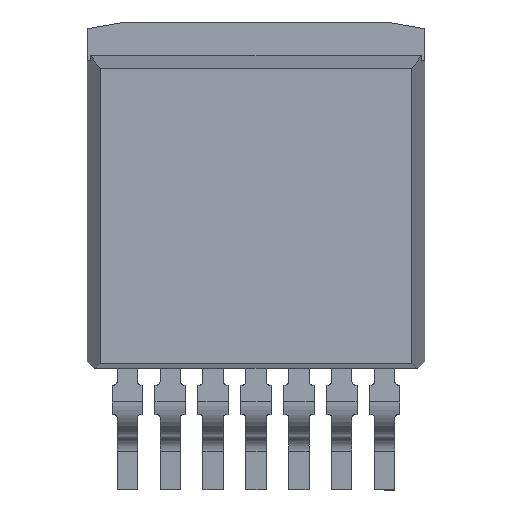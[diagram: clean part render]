
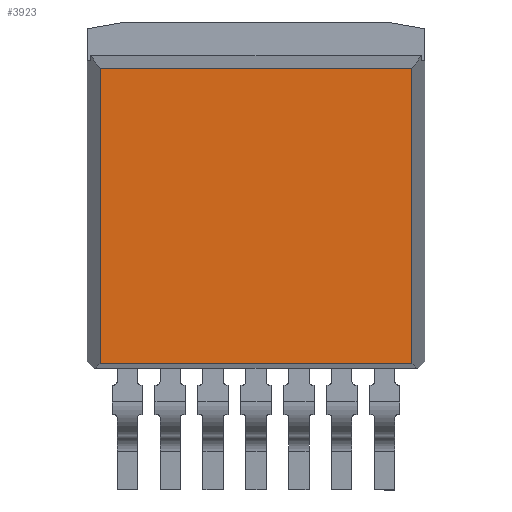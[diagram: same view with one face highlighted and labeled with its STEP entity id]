
A CAD part, top view. The second image highlights one B-rep face of the part: STEP entity #3923.
In plain terms, the highlighted planar face has unit normal (0, 0, 1).
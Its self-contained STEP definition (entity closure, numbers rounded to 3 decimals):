
#297=ORIENTED_EDGE('',*,*,#1459,.T.);
#298=ORIENTED_EDGE('',*,*,#1460,.T.);
#299=ORIENTED_EDGE('',*,*,#1461,.T.);
#300=ORIENTED_EDGE('',*,*,#1462,.T.);
#1459=EDGE_CURVE('',#2043,#2044,#2449,.T.);
#1460=EDGE_CURVE('',#2044,#2045,#2450,.T.);
#1461=EDGE_CURVE('',#2045,#2046,#2451,.T.);
#1462=EDGE_CURVE('',#2046,#2043,#2452,.T.);
#2043=VERTEX_POINT('',#7080);
#2044=VERTEX_POINT('',#7081);
#2045=VERTEX_POINT('',#7083);
#2046=VERTEX_POINT('',#7085);
#2449=LINE('',#7079,#2903);
#2450=LINE('',#7082,#2904);
#2451=LINE('',#7084,#2905);
#2452=LINE('',#7086,#2906);
#2903=VECTOR('',#5947,1000.);
#2904=VECTOR('',#5948,1000.);
#2905=VECTOR('',#5949,1000.);
#2906=VECTOR('',#5950,1000.);
#3331=EDGE_LOOP('',(#297,#298,#299,#300));
#3547=FACE_BOUND('',#3331,.T.);
#3763=PLANE('',#5562);
#3923=ADVANCED_FACE('',(#3547),#3763,.T.);
#5562=AXIS2_PLACEMENT_3D('',#7078,#5945,#5946);
#5945=DIRECTION('',(0.,0.,1.));
#5946=DIRECTION('',(1.,0.,0.));
#5947=DIRECTION('',(-1.,0.,0.));
#5948=DIRECTION('',(0.,-1.,0.));
#5949=DIRECTION('',(1.,0.,0.));
#5950=DIRECTION('',(0.,1.,0.));
#7078=CARTESIAN_POINT('',(0.,0.,3.13));
#7079=CARTESIAN_POINT('',(0.,4.241,3.13));
#7080=CARTESIAN_POINT('',(4.615,4.241,3.13));
#7081=CARTESIAN_POINT('',(-4.615,4.241,3.13));
#7082=CARTESIAN_POINT('',(-4.615,0.,3.13));
#7083=CARTESIAN_POINT('',(-4.615,-4.494,3.13));
#7084=CARTESIAN_POINT('',(0.,-4.494,3.13));
#7085=CARTESIAN_POINT('',(4.615,-4.494,3.13));
#7086=CARTESIAN_POINT('',(4.615,0.,3.13));
